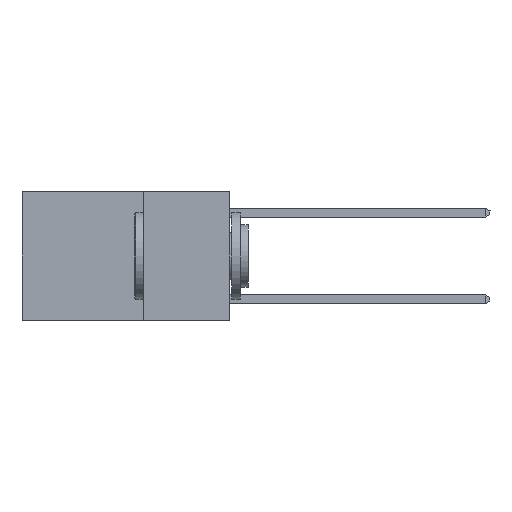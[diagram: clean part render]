
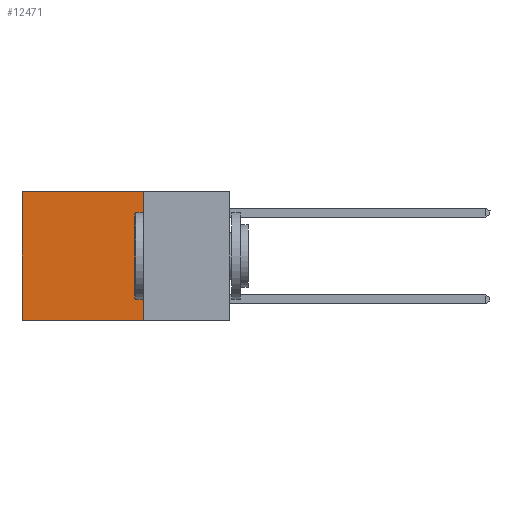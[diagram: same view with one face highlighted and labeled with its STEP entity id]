
A CAD part, left-side view. The second image highlights one B-rep face of the part: STEP entity #12471.
In plain terms, the highlighted planar face has unit normal (-1, 0, 0).
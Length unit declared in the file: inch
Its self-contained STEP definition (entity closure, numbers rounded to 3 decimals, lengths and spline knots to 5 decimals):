
#64 = VECTOR ( 'NONE', #14092, 39.37008 ) ;
#397 = EDGE_LOOP ( 'NONE', ( #6970, #8934, #12138, #4828 ) ) ;
#884 = VERTEX_POINT ( 'NONE', #18160 ) ;
#2270 = CARTESIAN_POINT ( 'NONE',  ( 0.2625, 0.25, 0. ) ) ;
#2929 = FACE_OUTER_BOUND ( 'NONE', #397, .T. ) ;
#3045 = LINE ( 'NONE', #18966, #9298 ) ;
#3343 = VECTOR ( 'NONE', #16760, 39.37008 ) ;
#4440 = VERTEX_POINT ( 'NONE', #2270 ) ;
#4802 = CARTESIAN_POINT ( 'NONE',  ( 0.2625, 0.25, 0. ) ) ;
#4822 = LINE ( 'NONE', #8626, #16935 ) ;
#4828 = ORIENTED_EDGE ( 'NONE', *, *, #20682, .T. ) ;
#6970 = ORIENTED_EDGE ( 'NONE', *, *, #20614, .T. ) ;
#8626 = CARTESIAN_POINT ( 'NONE',  ( 0.2625, 0.25, 0. ) ) ;
#8934 = ORIENTED_EDGE ( 'NONE', *, *, #17936, .F. ) ;
#9298 = VECTOR ( 'NONE', #13680, 39.37008 ) ;
#10558 = VERTEX_POINT ( 'NONE', #15113 ) ;
#11133 = EDGE_CURVE ( 'NONE', #4440, #21142, #3045, .T. ) ;
#11907 = LINE ( 'NONE', #19118, #3343 ) ;
#12121 = PLANE ( 'NONE',  #21804 ) ;
#12138 = ORIENTED_EDGE ( 'NONE', *, *, #11133, .F. ) ;
#12471 = ADVANCED_FACE ( 'NONE', ( #2929 ), #12121, .F. ) ;
#13680 = DIRECTION ( 'NONE',  ( 0., 0., -1. ) ) ;
#13864 = CARTESIAN_POINT ( 'NONE',  ( 0.2625, 0.25, -0.37 ) ) ;
#14092 = DIRECTION ( 'NONE',  ( 0., 1., 0. ) ) ;
#15113 = CARTESIAN_POINT ( 'NONE',  ( 0.2625, 0.6, 0. ) ) ;
#15608 = LINE ( 'NONE', #13864, #64 ) ;
#16760 = DIRECTION ( 'NONE',  ( 0., 0., -1. ) ) ;
#16935 = VECTOR ( 'NONE', #19353, 39.37008 ) ;
#17765 = CARTESIAN_POINT ( 'NONE',  ( 0.2625, 0.25, -0.37 ) ) ;
#17936 = EDGE_CURVE ( 'NONE', #21142, #884, #15608, .T. ) ;
#18160 = CARTESIAN_POINT ( 'NONE',  ( 0.2625, 0.6, -0.37 ) ) ;
#18966 = CARTESIAN_POINT ( 'NONE',  ( 0.2625, 0.25, 0. ) ) ;
#18969 = DIRECTION ( 'NONE',  ( 0., 0., -1. ) ) ;
#19118 = CARTESIAN_POINT ( 'NONE',  ( 0.2625, 0.6, 0. ) ) ;
#19353 = DIRECTION ( 'NONE',  ( 0., 1., 0. ) ) ;
#20614 = EDGE_CURVE ( 'NONE', #10558, #884, #11907, .T. ) ;
#20682 = EDGE_CURVE ( 'NONE', #4440, #10558, #4822, .T. ) ;
#21142 = VERTEX_POINT ( 'NONE', #17765 ) ;
#21804 = AXIS2_PLACEMENT_3D ( 'NONE', #4802, #22546, #18969 ) ;
#22546 = DIRECTION ( 'NONE',  ( 1., 0., 0. ) ) ;
